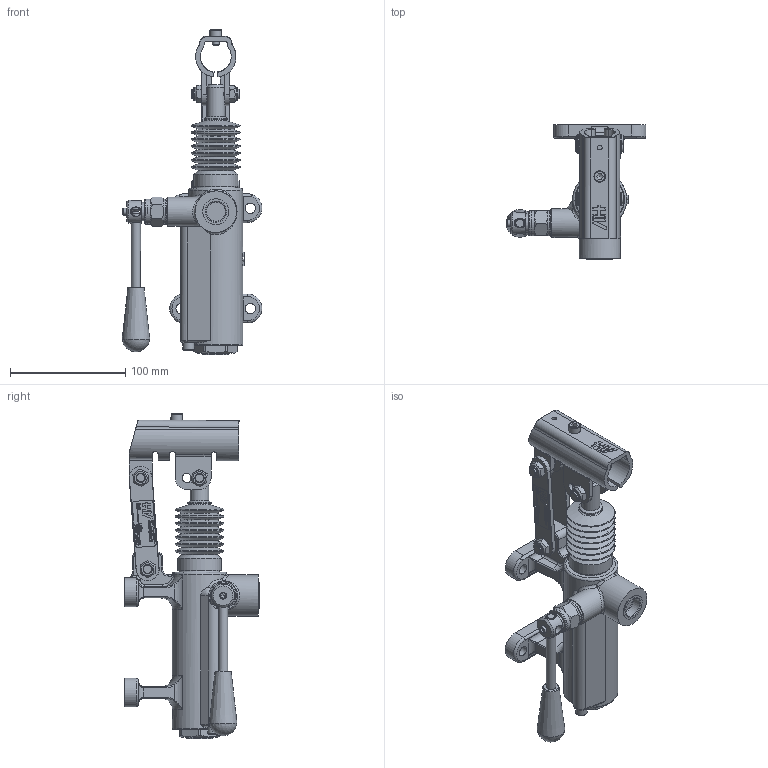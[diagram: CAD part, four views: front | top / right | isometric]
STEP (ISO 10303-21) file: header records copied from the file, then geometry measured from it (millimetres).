
FILE_DESCRIPTION((''),'2;1');
FILE_NAME('PMO 50 L-s (HV) STEP.stp','2014-08-05T15:37:52',('Christian'),(''),'Autodesk Inventor 2013','Autodesk Inventor 2013','');
FILE_SCHEMA(('AUTOMOTIVE_DESIGN { 1 0 10303 214 1 1 1 1 }'));
Length unit declared in the file: millimetre
Products named in the file (1): 6077.0035.10.50 Derivazione 2
Bounding box: 121.21 x 117 x 282.13 mm (x, y, z)
Volume: 307564.8 mm3; surface area: 144968.2 mm2
Topology: 12 solids, 14 shells, 1286 faces, 3287 edges, 2068 vertices
Faces by surface type: plane 577, cylinder 260, bspline 226, cone 121, torus 96, sphere 5, revolution 1
Full cylindrical faces by diameter (mm): 4 x2, 4.917 x1, 6 x2, 7.5 x1, 8 x19, 9 x4, 10 x3, 11.05 x6, 16 x2, 17.5 x2, 18.631 x2, 19.5 x2, 20 x3, 21 x1, 21.8 x2, 22.5 x2, 23 x1, 25 x1, 28.5 x2, 30 x8, 30.376 x1, 33 x2, 36 x1, 38.004 x1, 40 x1
Entity records: 41785 total; most frequent: CARTESIAN_POINT 12006, ORIENTED_EDGE 6002, DIRECTION 5269, EDGE_CURVE 3001, VERTEX_POINT 1993, AXIS2_PLACEMENT_3D 1843, EDGE_LOOP 1607, VECTOR 1582
